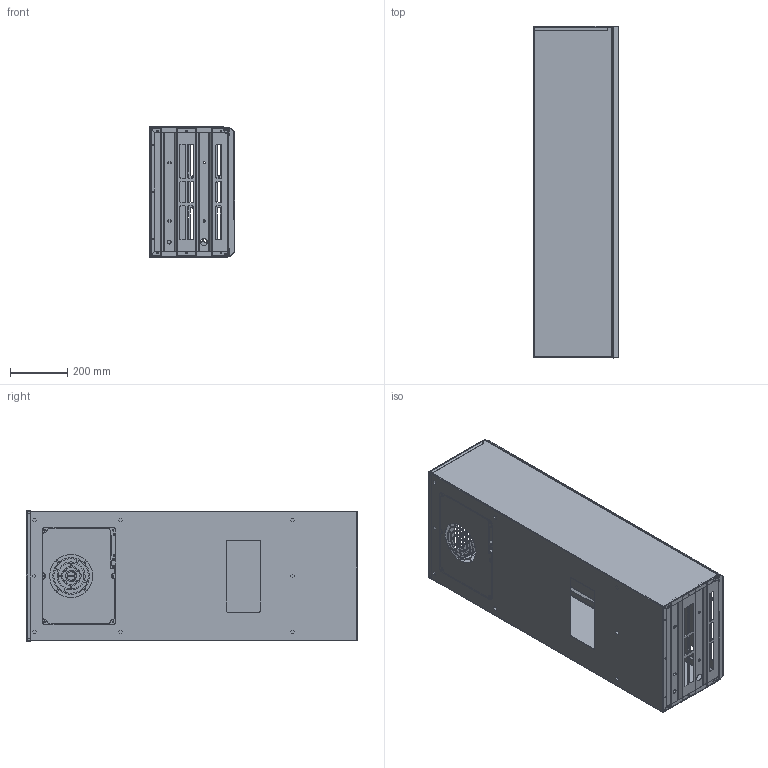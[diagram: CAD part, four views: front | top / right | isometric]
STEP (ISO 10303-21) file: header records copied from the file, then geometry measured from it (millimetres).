
FILE_DESCRIPTION(('STEP AP203'), '1');
FILE_NAME('SVK 4000-MONTAJ', '', ('UNSPECIFIED'), ('UNSPECIFIED'), 'C3D Converter', 'C3D Toolkit', '');
FILE_SCHEMA(('CONFIG_CONTROL_DESIGN'));
Length unit declared in the file: millimetre
Products named in the file (6): SVK 4000; Крышка задняя; Крышка нижняя; Кожух; Крышка передняя; Крышка верхняя
Assembly tree (5 placements, depth 2):
  SVK 4000
    Крышка задняя
    Крышка нижняя
    Кожух
    Крышка передняя
    Крышка верхняя
Bounding box: 297.29 x 1156.56 x 455.67 mm (x, y, z)
Volume: 1983641.4 mm3; surface area: 3999900.3 mm2
Topology: 5 solids, 5 shells, 1257 faces, 3477 edges, 2230 vertices
Faces by surface type: plane 593, cylinder 561, bspline 103
Full cylindrical faces by diameter (mm): 3 x2, 3.5 x2, 4.4 x1, 4.5 x24, 5.2 x8, 7 x2, 8 x2, 13.2 x1, 23.961 x1
Entity records: 53587 total; most frequent: CARTESIAN_POINT 10768, ORIENTED_EDGE 6868, DIRECTION 6465, EDGE_CURVE 3434, VERTEX_POINT 2230, AXIS2_PLACEMENT_3D 2208, LINE 2049, VECTOR 2049
